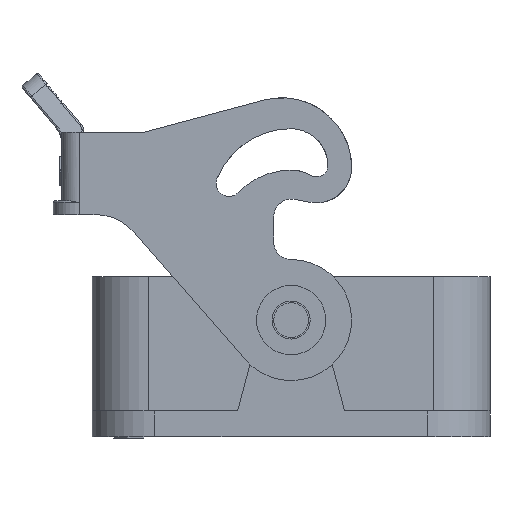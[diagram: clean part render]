
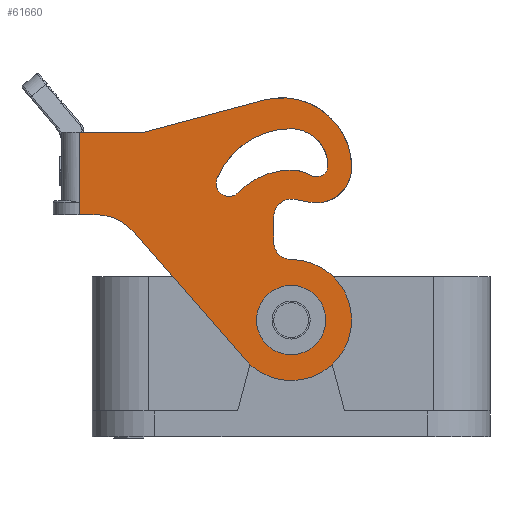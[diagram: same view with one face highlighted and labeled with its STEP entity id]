
A CAD part, left-side view. The second image highlights one B-rep face of the part: STEP entity #61660.
In plain terms, the highlighted planar face has unit normal (-1, 0, 0).
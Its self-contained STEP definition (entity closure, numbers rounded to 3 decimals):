
#52410=CARTESIAN_POINT('',(22.764,63.915,16.222))
;
#52420=VERTEX_POINT('',#52410);
#52590=CARTESIAN_POINT('',(22.764,65.7,16.563));
#52600=VERTEX_POINT('',#52590);
#52630=CARTESIAN_POINT('',(22.764,65.7,16.563));
#52640=DIRECTION('',(0.,-0.982,-0.187));
#52650=VECTOR('',#52640,1.);
#52660=LINE('',#52630,#52650);
#52670=EDGE_CURVE('',#52600,#52420,#52660,.T.);
#55070=CARTESIAN_POINT('',(22.764,88.742,8.802));
#55080=DIRECTION('',(-1.,0.,0.));
#55090=DIRECTION('',(0.,-1.,0.));
#55100=AXIS2_PLACEMENT_3D('',#55070,#55080,#55090);
#55110=CIRCLE('',#55100,6.);
#55120=CARTESIAN_POINT('',(22.764,84.221,12.747))
;
#55130=VERTEX_POINT('',#55120);
#55140=CARTESIAN_POINT('',(22.764,88.742,14.802));
#55150=VERTEX_POINT('',#55140);
#55160=EDGE_CURVE('',#55130,#55150,#55110,.T.);
#57490=CARTESIAN_POINT('',(22.764,66.075,19.942));
#57500=VERTEX_POINT('',#57490);
#57750=CARTESIAN_POINT('',(22.764,63.82,19.331))
;
#57760=VERTEX_POINT('',#57750);
#57790=CARTESIAN_POINT('',(22.764,66.075,15.476));
#57800=DIRECTION('',(-1.,0.,0.));
#57810=DIRECTION('',(0.,-1.,0.));
#57820=AXIS2_PLACEMENT_3D('',#57790,#57800,#57810);
#57830=CIRCLE('',#57820,4.467);
#57840=EDGE_CURVE('',#57760,#57500,#57830,.T.);
#58070=CARTESIAN_POINT('',(22.764,66.075,9.6));
#58080=VERTEX_POINT('',#58070);
#58240=CARTESIAN_POINT('',(22.764,59.075,2.6));
#58250=VERTEX_POINT('',#58240);
#58280=CARTESIAN_POINT('',(22.764,66.075,2.6));
#58290=DIRECTION('',(-1.,0.,0.));
#58300=DIRECTION('',(0.,-1.,0.));
#58310=AXIS2_PLACEMENT_3D('',#58280,#58290,#58300);
#58320=CIRCLE('',#58310,7.);
#58330=EDGE_CURVE('',#58250,#58080,#58320,.T.);
#60010=CARTESIAN_POINT('',(22.764,69.799,16.769));
#60020=DIRECTION('',(-1.,0.,0.));
#60030=DIRECTION('',(0.,-1.,0.));
#60040=AXIS2_PLACEMENT_3D('',#60010,#60020,#60030);
#60050=PLANE('',#60040);
#60060=CARTESIAN_POINT('',(22.764,66.075,11.6));
#60070=DIRECTION('',(-1.,0.,0.));
#60080=DIRECTION('',(0.,-1.,0.));
#60090=AXIS2_PLACEMENT_3D('',#60060,#60070,#60080);
#60100=CIRCLE('',#60090,2.);
#60110=CARTESIAN_POINT('',(22.764,68.075,11.6));
#60120=VERTEX_POINT('',#60110);
#60130=EDGE_CURVE('',#60120,#58080,#60100,.T.);
#60140=ORIENTED_EDGE('',*,*,#60130,.F.);
#60150=ORIENTED_EDGE('',*,*,#58330,.T.);
#60160=CARTESIAN_POINT('',(22.764,71.349,-2.003)
);
#60170=VERTEX_POINT('',#60160);
#60180=EDGE_CURVE('',#60170,#58250,#58320,.T.);
#60190=ORIENTED_EDGE('',*,*,#60180,.T.);
#60200=CARTESIAN_POINT('',(22.764,82.89,11.221))
;
#60210=DIRECTION('',(0.,0.658,0.753));
#60220=VECTOR('',#60210,1.);
#60230=LINE('',#60200,#60220);
#60240=EDGE_CURVE('',#60170,#55130,#60230,.T.);
#60250=ORIENTED_EDGE('',*,*,#60240,.F.);
#60260=ORIENTED_EDGE('',*,*,#55160,.F.);
#60270=CARTESIAN_POINT('',(22.764,66.238,14.802))
;
#60280=DIRECTION('',(0.,-1.,0.));
#60290=VECTOR('',#60280,1.);
#60300=LINE('',#60270,#60290);
#60310=CARTESIAN_POINT('',(22.764,90.575,14.802));
#60320=VERTEX_POINT('',#60310);
#60330=EDGE_CURVE('',#60320,#55150,#60300,.T.);
#60340=ORIENTED_EDGE('',*,*,#60330,.T.);
#60350=CARTESIAN_POINT('',(22.764,90.575,11.221));
#60360=DIRECTION('',(0.,0.,1.));
#60370=VECTOR('',#60360,1.);
#60380=LINE('',#60350,#60370);
#60390=CARTESIAN_POINT('',(22.764,90.575,16.202));
#60400=VERTEX_POINT('',#60390);
#60410=EDGE_CURVE('',#60320,#60400,#60380,.T.);
#60420=ORIENTED_EDGE('',*,*,#60410,.F.);
#60430=CARTESIAN_POINT('',(22.764,90.575,11.221));
#60440=DIRECTION('',(0.,0.,1.));
#60450=VECTOR('',#60440,1.);
#60460=LINE('',#60430,#60450);
#60470=CARTESIAN_POINT('',(22.764,90.575,24.302));
#60480=VERTEX_POINT('',#60470);
#60490=EDGE_CURVE('',#60400,#60480,#60460,.T.);
#60500=ORIENTED_EDGE('',*,*,#60490,.F.);
#60510=CARTESIAN_POINT('',(22.764,66.238,24.302))
;
#60520=DIRECTION('',(0.,1.,0.));
#60530=VECTOR('',#60520,1.);
#60540=LINE('',#60510,#60530);
#60550=CARTESIAN_POINT('',(22.764,83.142,24.302))
;
#60560=VERTEX_POINT('',#60550);
#60570=EDGE_CURVE('',#60560,#60480,#60540,.T.);
#60580=ORIENTED_EDGE('',*,*,#60570,.T.);
#60590=CARTESIAN_POINT('',(22.764,66.238,28.831))
;
#60600=DIRECTION('',(-0.,0.966,-0.259));
#60610=VECTOR('',#60600,1.);
#60620=LINE('',#60590,#60610);
#60630=CARTESIAN_POINT('',(22.764,69.241,28.026))
;
#60640=VERTEX_POINT('',#60630);
#60650=EDGE_CURVE('',#60640,#60560,#60620,.T.);
#60660=ORIENTED_EDGE('',*,*,#60650,.T.);
#60670=CARTESIAN_POINT('',(22.764,67.151,20.226))
;
#60680=DIRECTION('',(-1.,0.,0.));
#60690=DIRECTION('',(0.,-1.,0.));
#60700=AXIS2_PLACEMENT_3D('',#60670,#60680,#60690);
#60710=CIRCLE('',#60700,8.076);
#60720=CARTESIAN_POINT('',(22.764,59.075,20.226));
#60730=VERTEX_POINT('',#60720);
#60740=EDGE_CURVE('',#60730,#60640,#60710,.T.);
#60750=ORIENTED_EDGE('',*,*,#60740,.T.);
#60760=CARTESIAN_POINT('',(22.764,63.151,20.226))
;
#60770=DIRECTION('',(1.,0.,0.));
#60780=DIRECTION('',(0.,1.,0.));
#60790=AXIS2_PLACEMENT_3D('',#60760,#60770,#60780);
#60800=CIRCLE('',#60790,4.076);
#60810=EDGE_CURVE('',#60730,#52420,#60800,.T.);
#60820=ORIENTED_EDGE('',*,*,#60810,.F.);
#60830=ORIENTED_EDGE('',*,*,#52670,.T.);
#60840=CARTESIAN_POINT('',(22.764,66.075,14.6));
#60850=DIRECTION('',(-1.,0.,0.));
#60860=DIRECTION('',(0.,-1.,0.));
#60870=AXIS2_PLACEMENT_3D('',#60840,#60850,#60860);
#60880=CIRCLE('',#60870,1.999);
#60890=CARTESIAN_POINT('',(22.764,68.074,14.6));
#60900=VERTEX_POINT('',#60890);
#60910=EDGE_CURVE('',#52600,#60900,#60880,.T.);
#60920=ORIENTED_EDGE('',*,*,#60910,.F.);
#60930=CARTESIAN_POINT('',(22.764,68.074,14.6));
#60940=DIRECTION('',(-0.,0.,-1.));
#60950=VECTOR('',#60940,1.);
#60960=LINE('',#60930,#60950);
#60970=EDGE_CURVE('',#60900,#60120,#60960,.T.);
#60980=ORIENTED_EDGE('',*,*,#60970,.F.);
#60990=EDGE_LOOP('',(#60980,#60920,#60830,#60820,#60750,#60660,#60580,
#60500,#60420,#60340,#60260,#60250,#60190,#60150,#60140));
#61000=FACE_OUTER_BOUND('',#60990,.T.);
#61010=ORIENTED_EDGE('',*,*,#57840,.T.);
#61020=CARTESIAN_POINT('',(22.764,63.151,20.476))
;
#61030=DIRECTION('',(-1.,0.,0.));
#61040=DIRECTION('',(0.,-1.,0.));
#61050=AXIS2_PLACEMENT_3D('',#61020,#61030,#61040);
#61060=CIRCLE('',#61050,1.326);
#61070=CARTESIAN_POINT('',(22.764,61.825,20.476));
#61080=VERTEX_POINT('',#61070);
#61090=EDGE_CURVE('',#57760,#61080,#61060,.T.);
#61100=ORIENTED_EDGE('',*,*,#61090,.F.);
#61110=CARTESIAN_POINT('',(22.764,66.075,20.476));
#61120=DIRECTION('',(-1.,0.,0.));
#61130=DIRECTION('',(0.,-1.,0.));
#61140=AXIS2_PLACEMENT_3D('',#61110,#61120,#61130);
#61150=CIRCLE('',#61140,4.25);
#61160=CARTESIAN_POINT('',(22.764,66.075,24.726));
#61170=VERTEX_POINT('',#61160);
#61180=EDGE_CURVE('',#61080,#61170,#61150,.T.);
#61190=ORIENTED_EDGE('',*,*,#61180,.F.);
#61200=CARTESIAN_POINT('',(22.764,66.075,15.476));
#61210=DIRECTION('',(-1.,0.,0.));
#61220=DIRECTION('',(0.,-1.,0.));
#61230=AXIS2_PLACEMENT_3D('',#61200,#61210,#61220);
#61240=CIRCLE('',#61230,9.25);
#61250=CARTESIAN_POINT('',(22.764,74.649,18.948))
;
#61260=VERTEX_POINT('',#61250);
#61270=EDGE_CURVE('',#61170,#61260,#61240,.T.);
#61280=ORIENTED_EDGE('',*,*,#61270,.F.);
#61290=CARTESIAN_POINT('',(22.764,73.259,18.385))
;
#61300=DIRECTION('',(-1.,0.,0.));
#61310=DIRECTION('',(0.,-1.,0.));
#61320=AXIS2_PLACEMENT_3D('',#61290,#61300,#61310);
#61330=CIRCLE('',#61320,1.5);
#61340=CARTESIAN_POINT('',(22.764,74.759,18.385))
;
#61350=VERTEX_POINT('',#61340);
#61360=EDGE_CURVE('',#61260,#61350,#61330,.T.);
#61370=ORIENTED_EDGE('',*,*,#61360,.F.);
#61380=CARTESIAN_POINT('',(22.764,72.177,17.345))
;
#61390=VERTEX_POINT('',#61380);
#61400=EDGE_CURVE('',#61350,#61390,#61330,.T.);
#61410=ORIENTED_EDGE('',*,*,#61400,.F.);
#61420=CARTESIAN_POINT('',(22.764,66.075,11.476));
#61430=DIRECTION('',(-1.,0.,0.));
#61440=DIRECTION('',(0.,-1.,0.));
#61450=AXIS2_PLACEMENT_3D('',#61420,#61430,#61440);
#61460=CIRCLE('',#61450,8.467);
#61470=EDGE_CURVE('',#57500,#61390,#61460,.T.);
#61480=ORIENTED_EDGE('',*,*,#61470,.T.);
#61490=EDGE_LOOP('',(#61480,#61410,#61370,#61280,#61190,#61100,#61010));
#61500=FACE_BOUND('',#61490,.T.);
#61510=CARTESIAN_POINT('',(22.764,66.075,2.6));
#61520=DIRECTION('',(-1.,0.,0.));
#61530=DIRECTION('',(0.,-1.,0.));
#61540=AXIS2_PLACEMENT_3D('',#61510,#61520,#61530);
#61550=CIRCLE('',#61540,4.);
#61560=CARTESIAN_POINT('',(22.764,70.075,2.6));
#61570=VERTEX_POINT('',#61560);
#61580=CARTESIAN_POINT('',(22.764,62.075,2.6));
#61590=VERTEX_POINT('',#61580);
#61600=EDGE_CURVE('',#61570,#61590,#61550,.T.);
#61610=ORIENTED_EDGE('',*,*,#61600,.F.);
#61620=EDGE_CURVE('',#61590,#61570,#61550,.T.);
#61630=ORIENTED_EDGE('',*,*,#61620,.F.);
#61640=EDGE_LOOP('',(#61630,#61610));
#61650=FACE_BOUND('',#61640,.T.);
#61660=ADVANCED_FACE('',(#61000,#61500,#61650),#60050,.T.);
